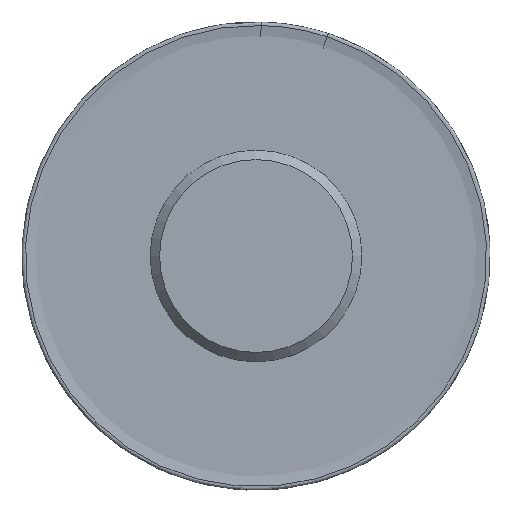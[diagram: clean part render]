
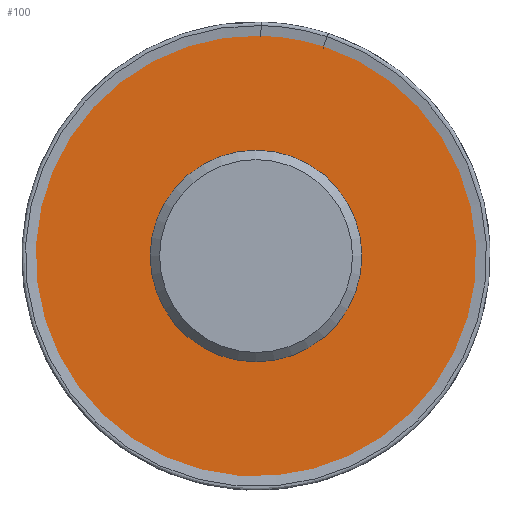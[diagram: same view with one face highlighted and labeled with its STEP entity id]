
A CAD part, left-side view. The second image highlights one B-rep face of the part: STEP entity #100.
In plain terms, the highlighted planar face has unit normal (-1, 0, 0).
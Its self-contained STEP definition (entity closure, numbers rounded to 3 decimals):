
#35=PLANE('',#555);
#43=FACE_BOUND('',#184,.T.);
#44=FACE_BOUND('',#185,.T.);
#100=ADVANCED_FACE('',(#43,#44),#35,.F.);
#184=EDGE_LOOP('',(#344));
#185=EDGE_LOOP('',(#345));
#344=ORIENTED_EDGE('',*,*,#456,.F.);
#345=ORIENTED_EDGE('',*,*,#454,.T.);
#390=VERTEX_POINT('',#1142);
#392=VERTEX_POINT('',#1147);
#454=EDGE_CURVE('',#390,#390,#502,.T.);
#456=EDGE_CURVE('',#392,#392,#504,.T.);
#502=CIRCLE('',#551,60.75);
#504=CIRCLE('',#554,28.25);
#551=AXIS2_PLACEMENT_3D('',#1141,#666,#667);
#554=AXIS2_PLACEMENT_3D('',#1146,#672,#673);
#555=AXIS2_PLACEMENT_3D('',#1148,#674,#675);
#666=DIRECTION('',(-1.,0.,0.));
#667=DIRECTION('',(0.,0.,1.));
#672=DIRECTION('',(-1.,0.,0.));
#673=DIRECTION('',(0.,0.,1.));
#674=DIRECTION('',(1.,0.,0.));
#675=DIRECTION('',(0.,0.,-1.));
#1141=CARTESIAN_POINT('',(0.5,0.,0.));
#1142=CARTESIAN_POINT('',(0.5,0.,60.75));
#1146=CARTESIAN_POINT('',(0.5,0.,0.));
#1147=CARTESIAN_POINT('',(0.5,0.,28.25));
#1148=CARTESIAN_POINT('',(0.5,60.75,0.));
